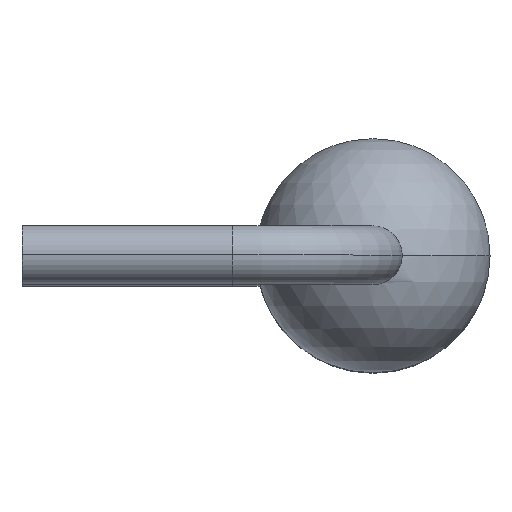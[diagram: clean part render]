
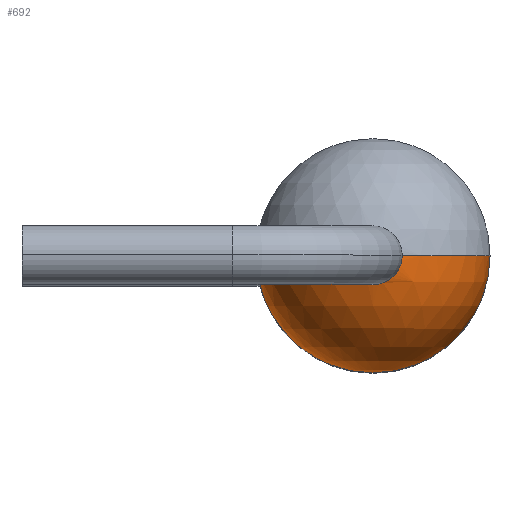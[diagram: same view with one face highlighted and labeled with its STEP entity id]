
A CAD part, top view. The second image highlights one B-rep face of the part: STEP entity #692.
In plain terms, the highlighted spherical face has radius 1 mm.
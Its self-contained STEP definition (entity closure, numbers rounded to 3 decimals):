
#32 = FACE_OUTER_BOUND ( 'NONE', #97, .T. ) ;
#36 = CARTESIAN_POINT ( 'NONE',  ( -0.25, 0., 2.468 ) ) ;
#57 = DIRECTION ( 'NONE',  ( 0., 0., 1. ) ) ;
#83 = DIRECTION ( 'NONE',  ( 0., 1., 0. ) ) ;
#91 = CARTESIAN_POINT ( 'NONE',  ( 0., 0., 1.5 ) ) ;
#97 = EDGE_LOOP ( 'NONE', ( #572, #690, #667, #341 ) ) ;
#106 = EDGE_CURVE ( 'NONE', #436, #207, #357, .T. ) ;
#109 = CARTESIAN_POINT ( 'NONE',  ( 0., 0., 2.468 ) ) ;
#113 = AXIS2_PLACEMENT_3D ( 'NONE', #91, #450, #345 ) ;
#166 = DIRECTION ( 'NONE',  ( -1., 0., 0. ) ) ;
#188 = AXIS2_PLACEMENT_3D ( 'NONE', #578, #83, #561 ) ;
#190 = CIRCLE ( 'NONE', #467, 1. ) ;
#207 = VERTEX_POINT ( 'NONE', #265 ) ;
#226 = DIRECTION ( 'NONE',  ( 0., 0., 1. ) ) ;
#265 = CARTESIAN_POINT ( 'NONE',  ( 0.25, 0., 2.468 ) ) ;
#318 = AXIS2_PLACEMENT_3D ( 'NONE', #109, #57, #166 ) ;
#341 = ORIENTED_EDGE ( 'NONE', *, *, #106, .F. ) ;
#343 = EDGE_CURVE ( 'NONE', #377, #368, #190, .T. ) ;
#345 = DIRECTION ( 'NONE',  ( 0., 0., -1. ) ) ;
#355 = DIRECTION ( 'NONE',  ( -1., 0., 0. ) ) ;
#357 = CIRCLE ( 'NONE', #318, 0.25 ) ;
#368 = VERTEX_POINT ( 'NONE', #754 ) ;
#373 = EDGE_CURVE ( 'NONE', #377, #436, #555, .T. ) ;
#377 = VERTEX_POINT ( 'NONE', #474 ) ;
#414 = CARTESIAN_POINT ( 'NONE',  ( 0., 0., 1.5 ) ) ;
#430 = EDGE_CURVE ( 'NONE', #368, #207, #718, .T. ) ;
#436 = VERTEX_POINT ( 'NONE', #36 ) ;
#450 = DIRECTION ( 'NONE',  ( 0., -1., 0. ) ) ;
#467 = AXIS2_PLACEMENT_3D ( 'NONE', #704, #226, #649 ) ;
#474 = CARTESIAN_POINT ( 'NONE',  ( -1., 0., 1.5 ) ) ;
#555 = CIRCLE ( 'NONE', #609, 1. ) ;
#561 = DIRECTION ( 'NONE',  ( 1., 0., 0. ) ) ;
#572 = ORIENTED_EDGE ( 'NONE', *, *, #373, .F. ) ;
#578 = CARTESIAN_POINT ( 'NONE',  ( 0., 0., 1.5 ) ) ;
#609 = AXIS2_PLACEMENT_3D ( 'NONE', #414, #655, #355 ) ;
#620 = SPHERICAL_SURFACE ( 'NONE', #188, 1. ) ;
#649 = DIRECTION ( 'NONE',  ( 1., 0., 0. ) ) ;
#655 = DIRECTION ( 'NONE',  ( 0., 1., 0. ) ) ;
#667 = ORIENTED_EDGE ( 'NONE', *, *, #430, .T. ) ;
#690 = ORIENTED_EDGE ( 'NONE', *, *, #343, .T. ) ;
#692 = ADVANCED_FACE ( 'NONE', ( #32 ), #620, .T. ) ;
#704 = CARTESIAN_POINT ( 'NONE',  ( 0., 0., 1.5 ) ) ;
#718 = CIRCLE ( 'NONE', #113, 1. ) ;
#754 = CARTESIAN_POINT ( 'NONE',  ( 1., 0., 1.5 ) ) ;
